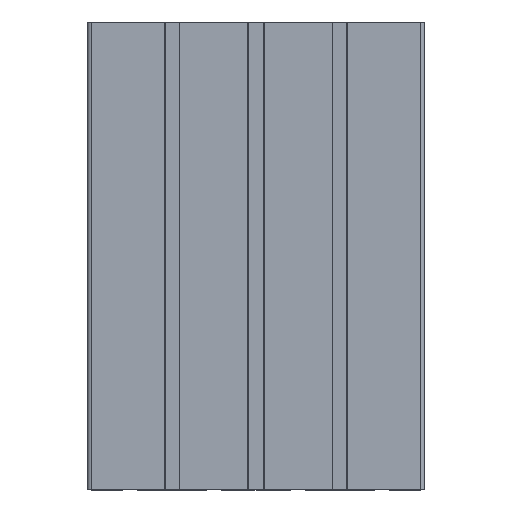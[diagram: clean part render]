
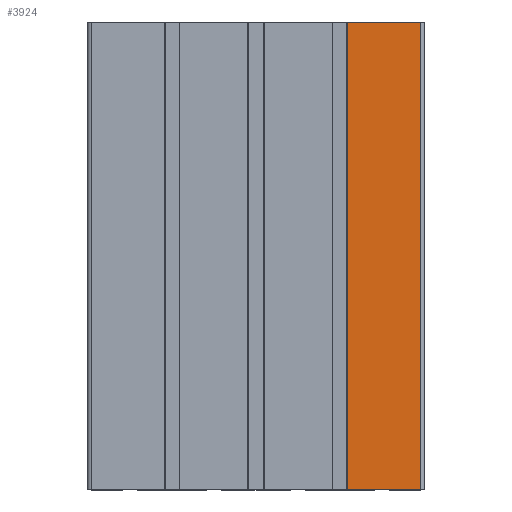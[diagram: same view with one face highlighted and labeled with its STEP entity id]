
A CAD part, top view. The second image highlights one B-rep face of the part: STEP entity #3924.
In plain terms, the highlighted planar face has unit normal (0, 0, 1).
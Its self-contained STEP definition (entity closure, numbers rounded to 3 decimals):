
#102=PLANE('',#4234);
#282=FACE_OUTER_BOUND('',#478,.T.);
#478=EDGE_LOOP('',(#3051,#3052,#3053,#3054));
#830=LINE('',#6168,#1280);
#831=LINE('',#6171,#1281);
#832=LINE('',#6173,#1282);
#833=LINE('',#6174,#1283);
#1280=VECTOR('',#5040,10.);
#1281=VECTOR('',#5043,10.);
#1282=VECTOR('',#5044,10.);
#1283=VECTOR('',#5045,10.);
#1843=VERTEX_POINT('',#6164);
#1844=VERTEX_POINT('',#6166);
#1845=VERTEX_POINT('',#6170);
#1846=VERTEX_POINT('',#6172);
#2350=EDGE_CURVE('',#1843,#1844,#830,.T.);
#2351=EDGE_CURVE('',#1845,#1843,#831,.T.);
#2352=EDGE_CURVE('',#1846,#1844,#832,.T.);
#2353=EDGE_CURVE('',#1845,#1846,#833,.T.);
#3051=ORIENTED_EDGE('',*,*,#2351,.T.);
#3052=ORIENTED_EDGE('',*,*,#2350,.T.);
#3053=ORIENTED_EDGE('',*,*,#2352,.F.);
#3054=ORIENTED_EDGE('',*,*,#2353,.F.);
#3924=ADVANCED_FACE('',(#282),#102,.T.);
#4234=AXIS2_PLACEMENT_3D('',#6169,#5041,#5042);
#5040=DIRECTION('',(0.,1.,0.));
#5041=DIRECTION('center_axis',(0.,0.,1.));
#5042=DIRECTION('ref_axis',(1.,0.,0.));
#5043=DIRECTION('',(1.,0.,0.));
#5044=DIRECTION('',(1.,0.,0.));
#5045=DIRECTION('',(0.,1.,0.));
#6164=CARTESIAN_POINT('',(178.,0.,32.));
#6166=CARTESIAN_POINT('',(178.,250.,32.));
#6168=CARTESIAN_POINT('',(178.,0.,32.));
#6169=CARTESIAN_POINT('Origin',(138.957,0.,32.));
#6170=CARTESIAN_POINT('',(138.957,0.,32.));
#6171=CARTESIAN_POINT('',(138.957,0.,32.));
#6172=CARTESIAN_POINT('',(138.957,250.,32.));
#6173=CARTESIAN_POINT('',(138.957,250.,32.));
#6174=CARTESIAN_POINT('',(138.957,0.,32.));
